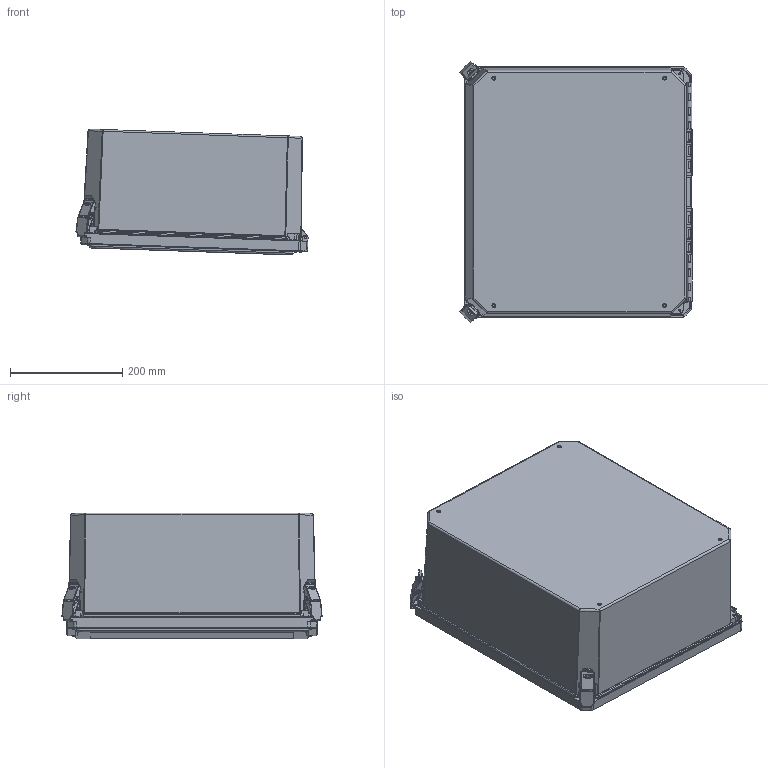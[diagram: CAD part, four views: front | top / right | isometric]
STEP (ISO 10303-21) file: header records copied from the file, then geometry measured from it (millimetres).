
FILE_DESCRIPTION (( 'STEP AP214' ), '1' );
FILE_NAME ('FRW161408HPL.STEP', '2021-10-07T17:01:30', ( '' ), ( '' ), 'SwSTEP 2.0', 'SolidWorks 2021', '' );
FILE_SCHEMA (( 'AUTOMOTIVE_DESIGN' ));
Length unit declared in the file: inch
Products named in the file (1): FRW161408HPL
Bounding box: 413.82 x 463.62 x 224.54 mm (x, y, z)
Volume: 3338152.5 mm3; surface area: 1482154 mm2
Topology: 30 solids, 30 shells, 2508 faces, 6379 edges, 3867 vertices
Faces by surface type: cylinder 1072, plane 818, bspline 350, torus 178, cone 60, sphere 30
Entity records: 98500 total; most frequent: CARTESIAN_POINT 41969, ORIENTED_EDGE 12598, DIRECTION 10357, EDGE_CURVE 6299, VERTEX_POINT 3863, AXIS2_PLACEMENT_3D 3643, VECTOR 3071, LINE 3071
